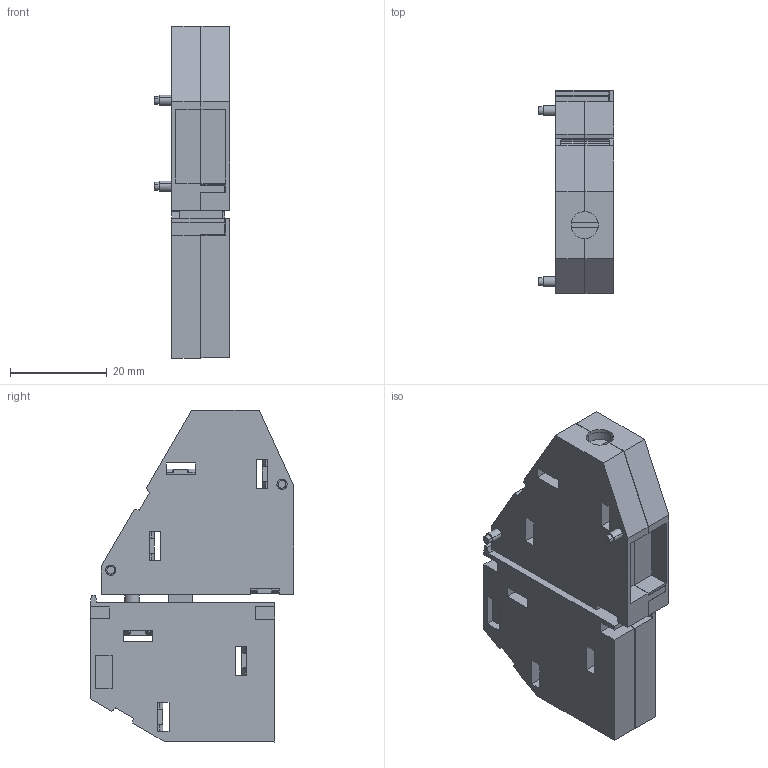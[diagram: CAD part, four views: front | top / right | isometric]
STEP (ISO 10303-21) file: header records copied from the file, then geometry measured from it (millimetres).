
FILE_DESCRIPTION(('CATIA V5 STEP Exchange','CAx-IF Rec.Pracs.--- Model Styling and Organization---1.2---2011-12-15'),'2;1');
FILE_NAME ('D1462160_0', '2017-07-20T12:40:24+00:00', ('none'), ('Weidmueller'), 'CATIA Version 5-6 Release 2014', 'CATIA V5 STEP AP214', 'none');
FILE_SCHEMA(('AUTOMOTIVE_DESIGN { 1 0 10303 214 1 1 1 1 }'));
Length unit declared in the file: millimetre
Products named in the file (1): 2440730000
Bounding box: 15.6 x 42 x 68.6 mm (x, y, z)
Volume: 23247.1 mm3; surface area: 12115.8 mm2
Topology: 4 solids, 4 shells, 543 faces, 1529 edges, 1028 vertices
Faces by surface type: plane 509, cylinder 34
Entity records: 16859 total; most frequent: ORIENTED_EDGE 3058, CARTESIAN_POINT 2986, DIRECTION 2218, EDGE_CURVE 1529, VECTOR 1453, LINE 1453, VERTEX_POINT 1028, EDGE_LOOP 589
